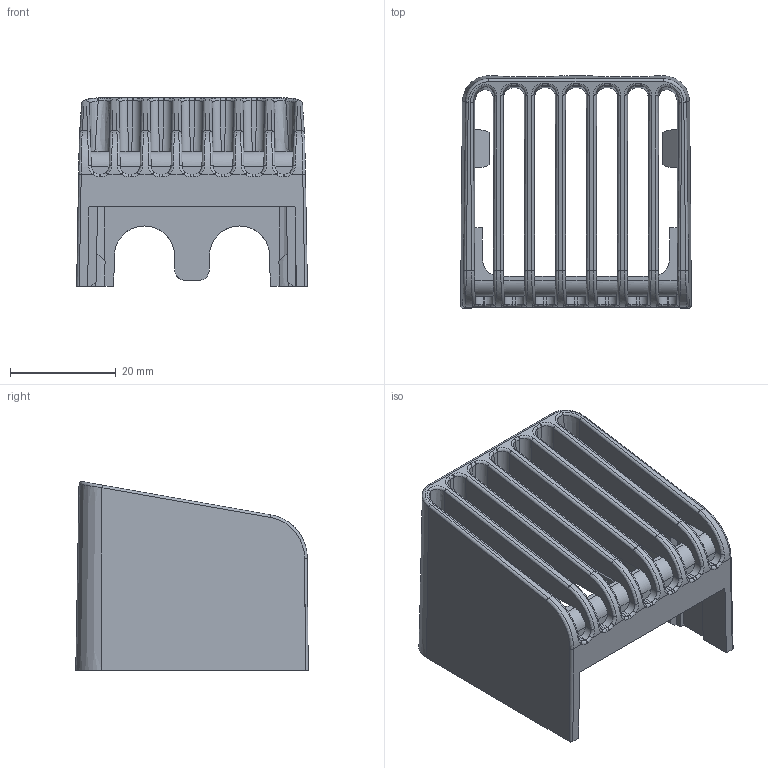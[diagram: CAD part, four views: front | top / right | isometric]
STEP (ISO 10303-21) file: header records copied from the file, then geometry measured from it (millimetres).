
FILE_DESCRIPTION (( 'STEP AP214' ), '1' );
FILE_NAME ('2113-F.STEP', '2016-06-01T14:17:30', ( '' ), ( '' ), 'SwSTEP 2.0', 'SolidWorks 2015', '' );
FILE_SCHEMA (( 'AUTOMOTIVE_DESIGN' ));
Length unit declared in the file: millimetre
Products named in the file (1): 2113-F
Bounding box: 43.67 x 43.99 x 35.74 mm (x, y, z)
Volume: 12069.9 mm3; surface area: 13535.1 mm2
Topology: 1 solids, 1 shells, 290 faces, 792 edges, 494 vertices
Faces by surface type: plane 117, cylinder 84, bspline 67, cone 22
Entity records: 10765 total; most frequent: CARTESIAN_POINT 4250, ORIENTED_EDGE 1584, DIRECTION 1111, EDGE_CURVE 792, VERTEX_POINT 494, LINE 409, VECTOR 409, AXIS2_PLACEMENT_3D 351
